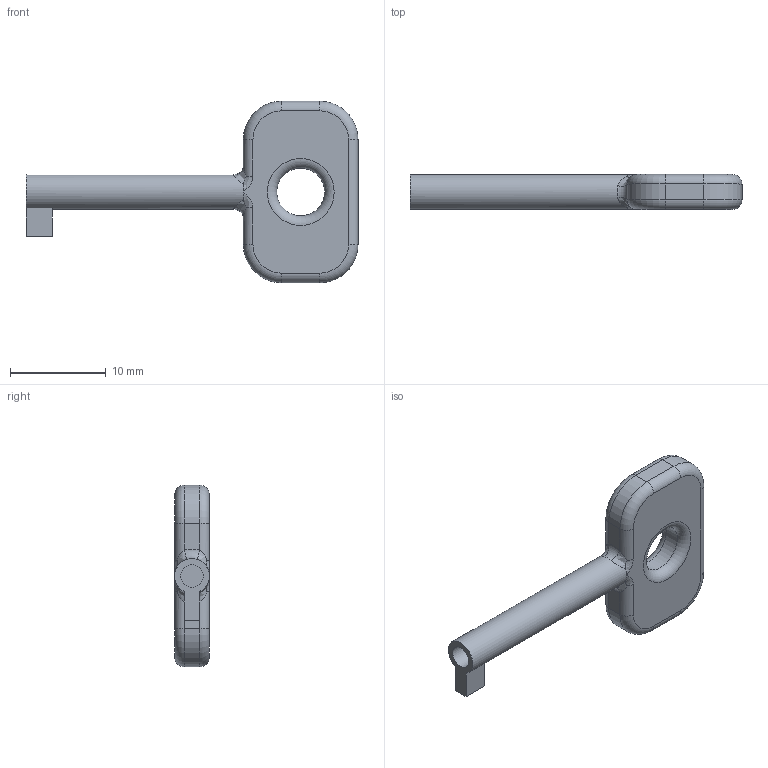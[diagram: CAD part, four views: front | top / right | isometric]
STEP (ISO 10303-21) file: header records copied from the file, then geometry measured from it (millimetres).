
FILE_DESCRIPTION(/* description */ (''),/* implementation_level */ '2;1');
FILE_NAME(/* name */ 'Cuff Key.stp',/* time_stamp */ '2014-07-22T16:24:18-05:00',/* author */ ('quinn'),/* organization */ (''),/* preprocessor_version */ 'ST-DEVELOPER v15.2',/* originating_system */ 'Autodesk Inventor 2014',/* authorisation */ '');
FILE_SCHEMA (('AUTOMOTIVE_DESIGN { 1 0 10303 214 3 1 1 }'));
Length unit declared in the file: millimetre
Products named in the file (1): Cuff Key
Bounding box: 34.75 x 3.65 x 19 mm (x, y, z)
Volume: 899.2 mm3; surface area: 931.1 mm2
Topology: 1 solids, 1 shells, 50 faces, 121 edges, 70 vertices
Faces by surface type: cylinder 17, plane 13, torus 12, bspline 8
Full cylindrical faces by diameter (mm): 2.35 x1, 3.65 x1, 5 x1
Entity records: 1736 total; most frequent: CARTESIAN_POINT 614, DIRECTION 236, ORIENTED_EDGE 220, EDGE_CURVE 110, AXIS2_PLACEMENT_3D 99, VERTEX_POINT 68, EDGE_LOOP 58, CIRCLE 56
